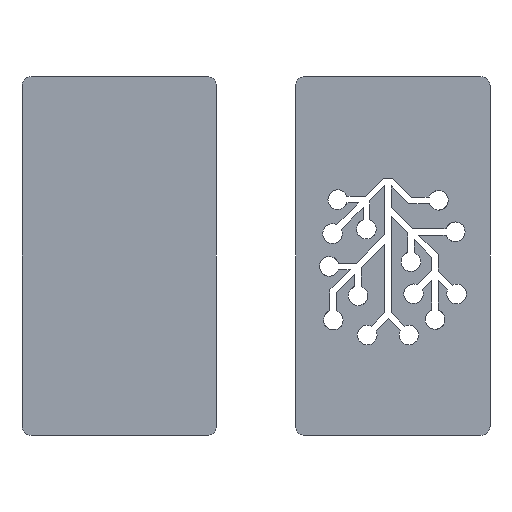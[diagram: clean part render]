
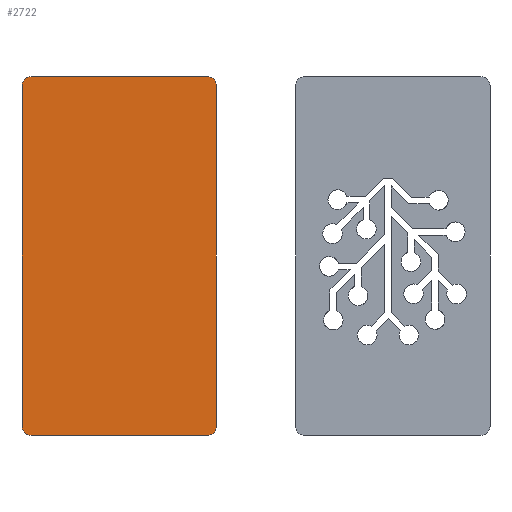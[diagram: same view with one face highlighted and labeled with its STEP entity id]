
A CAD part, front view. The second image highlights one B-rep face of the part: STEP entity #2722.
In plain terms, the highlighted planar face has unit normal (0, -1, 0).
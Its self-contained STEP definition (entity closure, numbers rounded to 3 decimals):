
#217=PLANE('',#2895);
#298=FACE_OUTER_BOUND('',#446,.T.);
#446=EDGE_LOOP('',(#1943,#1944,#1945,#1946,#1947,#1948,#1949,#1950));
#593=LINE('',#3505,#871);
#602=LINE('',#3530,#880);
#607=LINE('',#3541,#885);
#614=LINE('',#3557,#892);
#871=VECTOR('',#3009,10.);
#880=VECTOR('',#3032,10.);
#885=VECTOR('',#3043,10.);
#892=VECTOR('',#3064,10.);
#1140=CIRCLE('',#2875,1.5);
#1144=CIRCLE('',#2882,1.5);
#1145=CIRCLE('',#2885,1.5);
#1146=CIRCLE('',#2888,1.5);
#1169=VERTEX_POINT('',#3495);
#1170=VERTEX_POINT('',#3497);
#1172=VERTEX_POINT('',#3503);
#1180=VERTEX_POINT('',#3524);
#1181=VERTEX_POINT('',#3528);
#1182=VERTEX_POINT('',#3534);
#1183=VERTEX_POINT('',#3536);
#1184=VERTEX_POINT('',#3540);
#1451=EDGE_CURVE('',#1169,#1170,#1140,.T.);
#1455=EDGE_CURVE('',#1169,#1172,#593,.T.);
#1466=EDGE_CURVE('',#1180,#1172,#1144,.T.);
#1468=EDGE_CURVE('',#1180,#1181,#602,.T.);
#1472=EDGE_CURVE('',#1182,#1183,#1145,.T.);
#1474=EDGE_CURVE('',#1184,#1183,#607,.T.);
#1476=EDGE_CURVE('',#1184,#1181,#1146,.T.);
#1482=EDGE_CURVE('',#1182,#1170,#614,.T.);
#1943=ORIENTED_EDGE('',*,*,#1451,.F.);
#1944=ORIENTED_EDGE('',*,*,#1455,.T.);
#1945=ORIENTED_EDGE('',*,*,#1466,.F.);
#1946=ORIENTED_EDGE('',*,*,#1468,.T.);
#1947=ORIENTED_EDGE('',*,*,#1476,.F.);
#1948=ORIENTED_EDGE('',*,*,#1474,.T.);
#1949=ORIENTED_EDGE('',*,*,#1472,.F.);
#1950=ORIENTED_EDGE('',*,*,#1482,.T.);
#2722=ADVANCED_FACE('',(#298),#217,.F.);
#2875=AXIS2_PLACEMENT_3D('',#3498,#3002,#3003);
#2882=AXIS2_PLACEMENT_3D('',#3526,#3027,#3028);
#2885=AXIS2_PLACEMENT_3D('',#3537,#3038,#3039);
#2888=AXIS2_PLACEMENT_3D('',#3544,#3047,#3048);
#2895=AXIS2_PLACEMENT_3D('',#3559,#3067,#3068);
#3002=DIRECTION('center_axis',(0.,1.,0.));
#3003=DIRECTION('ref_axis',(0.707,0.,-0.707));
#3009=DIRECTION('',(0.,0.,1.));
#3027=DIRECTION('center_axis',(0.,1.,0.));
#3028=DIRECTION('ref_axis',(0.707,0.,0.707));
#3032=DIRECTION('',(-1.,0.,0.));
#3038=DIRECTION('center_axis',(0.,1.,0.));
#3039=DIRECTION('ref_axis',(-0.707,0.,-0.707));
#3043=DIRECTION('',(0.,0.,-1.));
#3047=DIRECTION('center_axis',(0.,1.,0.));
#3048=DIRECTION('ref_axis',(-0.707,0.,0.707));
#3064=DIRECTION('',(1.,0.,0.));
#3067=DIRECTION('center_axis',(0.,1.,0.));
#3068=DIRECTION('ref_axis',(1.,0.,0.));
#3495=CARTESIAN_POINT('',(30.,-2.,-55.5));
#3497=CARTESIAN_POINT('',(28.5,-2.,-57.));
#3498=CARTESIAN_POINT('Origin',(28.5,-2.,-55.5));
#3503=CARTESIAN_POINT('',(30.,-2.,0.5));
#3505=CARTESIAN_POINT('',(30.,-2.,-57.));
#3524=CARTESIAN_POINT('',(28.5,-2.,2.));
#3526=CARTESIAN_POINT('Origin',(28.5,-2.,0.5));
#3528=CARTESIAN_POINT('',(-0.5,-2.,2.));
#3530=CARTESIAN_POINT('',(30.,-2.,2.));
#3534=CARTESIAN_POINT('',(-0.5,-2.,-57.));
#3536=CARTESIAN_POINT('',(-2.,-2.,-55.5));
#3537=CARTESIAN_POINT('Origin',(-0.5,-2.,-55.5));
#3540=CARTESIAN_POINT('',(-2.,-2.,0.5));
#3541=CARTESIAN_POINT('',(-2.,-2.,2.));
#3544=CARTESIAN_POINT('Origin',(-0.5,-2.,0.5));
#3557=CARTESIAN_POINT('',(-2.,-2.,-57.));
#3559=CARTESIAN_POINT('Origin',(14.,-2.,-27.5));
